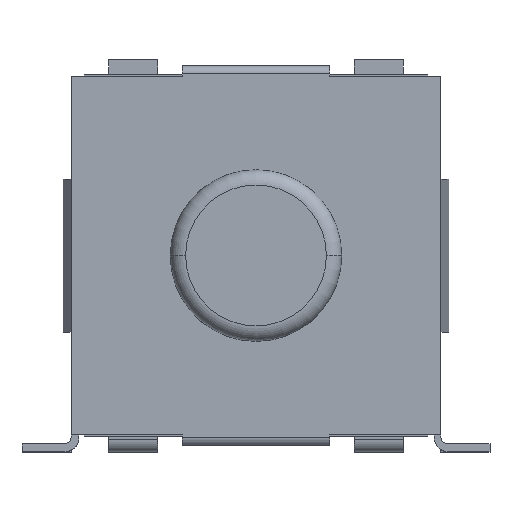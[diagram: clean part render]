
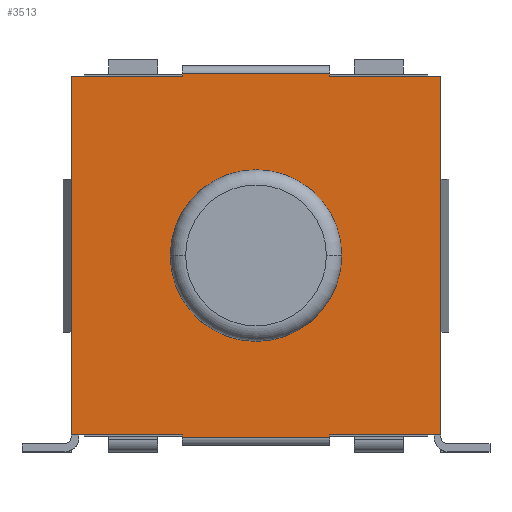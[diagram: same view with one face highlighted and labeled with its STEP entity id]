
A CAD part, top view. The second image highlights one B-rep face of the part: STEP entity #3513.
In plain terms, the highlighted planar face has unit normal (0, 0, 1).
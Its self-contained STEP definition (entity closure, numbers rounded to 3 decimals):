
#170=DIRECTION('',(0.,-1.,0.));
#171=VECTOR('',#170,5.85);
#172=CARTESIAN_POINT('',(-3.02,2.925,0.));
#173=LINE('',#172,#171);
#282=DIRECTION('',(0.,-1.,0.));
#283=VECTOR('',#282,5.85);
#284=CARTESIAN_POINT('',(3.02,2.925,0.));
#285=LINE('',#284,#283);
#827=DIRECTION('',(0.,-1.,0.));
#828=VECTOR('',#827,0.045);
#829=CARTESIAN_POINT('',(1.2,-2.925,0.));
#830=LINE('',#829,#828);
#835=DIRECTION('',(0.,-1.,0.));
#836=VECTOR('',#835,0.045);
#837=CARTESIAN_POINT('',(1.2,2.97,0.));
#838=LINE('',#837,#836);
#1216=DIRECTION('',(0.,-1.,0.));
#1217=VECTOR('',#1216,0.045);
#1218=CARTESIAN_POINT('',(-1.2,-2.925,0.));
#1219=LINE('',#1218,#1217);
#1266=DIRECTION('',(0.,-1.,0.));
#1267=VECTOR('',#1266,0.045);
#1268=CARTESIAN_POINT('',(-1.2,2.97,0.));
#1269=LINE('',#1268,#1267);
#1278=DIRECTION('',(1.,0.,0.));
#1279=VECTOR('',#1278,1.82);
#1280=CARTESIAN_POINT('',(1.2,-2.925,0.));
#1281=LINE('',#1280,#1279);
#1302=DIRECTION('',(1.,0.,0.));
#1303=VECTOR('',#1302,1.82);
#1304=CARTESIAN_POINT('',(-3.02,-2.925,0.));
#1305=LINE('',#1304,#1303);
#1310=DIRECTION('',(1.,0.,0.));
#1311=VECTOR('',#1310,1.82);
#1312=CARTESIAN_POINT('',(-3.02,2.925,0.));
#1313=LINE('',#1312,#1311);
#1314=DIRECTION('',(1.,0.,0.));
#1315=VECTOR('',#1314,2.4);
#1316=CARTESIAN_POINT('',(-1.2,2.97,0.));
#1317=LINE('',#1316,#1315);
#1318=DIRECTION('',(1.,0.,0.));
#1319=VECTOR('',#1318,1.82);
#1320=CARTESIAN_POINT('',(1.2,2.925,0.));
#1321=LINE('',#1320,#1319);
#1322=CARTESIAN_POINT('',(0.,0.,0.));
#1323=DIRECTION('',(0.,0.,1.));
#1324=DIRECTION('',(1.,0.,0.));
#1325=AXIS2_PLACEMENT_3D('',#1322,#1323,#1324);
#1327=CARTESIAN_POINT('',(0.,0.,0.));
#1328=DIRECTION('',(0.,0.,1.));
#1329=DIRECTION('',(-1.,0.,0.));
#1330=AXIS2_PLACEMENT_3D('',#1327,#1328,#1329);
#1348=DIRECTION('',(1.,0.,0.));
#1349=VECTOR('',#1348,2.4);
#1350=CARTESIAN_POINT('',(-1.2,-2.97,0.));
#1351=LINE('',#1350,#1349);
#1420=CARTESIAN_POINT('',(-3.02,2.925,0.));
#1421=CARTESIAN_POINT('',(-3.02,-2.925,0.));
#1422=VERTEX_POINT('',#1420);
#1423=VERTEX_POINT('',#1421);
#1430=CARTESIAN_POINT('',(3.02,2.925,0.));
#1431=CARTESIAN_POINT('',(3.02,-2.925,0.));
#1432=VERTEX_POINT('',#1430);
#1433=VERTEX_POINT('',#1431);
#1468=CARTESIAN_POINT('',(-1.2,-2.97,0.));
#1469=VERTEX_POINT('',#1468);
#1478=CARTESIAN_POINT('',(1.2,-2.97,0.));
#1479=VERTEX_POINT('',#1478);
#1480=CARTESIAN_POINT('',(-1.2,-2.925,0.));
#1481=VERTEX_POINT('',#1480);
#1482=CARTESIAN_POINT('',(1.2,-2.925,0.));
#1483=VERTEX_POINT('',#1482);
#1485=CARTESIAN_POINT('',(-1.2,2.97,0.));
#1487=VERTEX_POINT('',#1485);
#1495=CARTESIAN_POINT('',(1.2,2.97,0.));
#1497=VERTEX_POINT('',#1495);
#1504=CARTESIAN_POINT('',(-1.2,2.925,0.));
#1505=VERTEX_POINT('',#1504);
#1506=CARTESIAN_POINT('',(1.2,2.925,0.));
#1507=VERTEX_POINT('',#1506);
#1572=CARTESIAN_POINT('',(1.4,0.,0.));
#1573=CARTESIAN_POINT('',(-1.4,0.,0.));
#1574=VERTEX_POINT('',#1572);
#1575=VERTEX_POINT('',#1573);
#3486=CARTESIAN_POINT('',(-3.02,2.925,0.));
#3487=DIRECTION('',(0.,0.,1.));
#3488=DIRECTION('',(0.,-1.,0.));
#3489=AXIS2_PLACEMENT_3D('',#3486,#3487,#3488);
#3490=PLANE('',#3489);
#3491=ORIENTED_EDGE('',*,*,#2709,.T.);
#3492=ORIENTED_EDGE('',*,*,#3447,.F.);
#3494=ORIENTED_EDGE('',*,*,#3493,.T.);
#3495=ORIENTED_EDGE('',*,*,#2812,.T.);
#3496=ORIENTED_EDGE('',*,*,#2693,.T.);
#3497=ORIENTED_EDGE('',*,*,#1981,.T.);
#3498=ORIENTED_EDGE('',*,*,#3460,.F.);
#3499=ORIENTED_EDGE('',*,*,#2798,.T.);
#3501=ORIENTED_EDGE('',*,*,#3500,.F.);
#3502=ORIENTED_EDGE('',*,*,#3418,.F.);
#3503=ORIENTED_EDGE('',*,*,#3480,.F.);
#3504=ORIENTED_EDGE('',*,*,#1843,.F.);
#3505=EDGE_LOOP('',(#3491,#3492,#3494,#3495,#3496,#3497,#3498,#3499,#3501,#3502,
#3503,#3504));
#3506=FACE_OUTER_BOUND('',#3505,.F.);
#3508=ORIENTED_EDGE('',*,*,#3507,.T.);
#3510=ORIENTED_EDGE('',*,*,#3509,.T.);
#3511=EDGE_LOOP('',(#3508,#3510));
#3512=FACE_BOUND('',#3511,.F.);
#1326=CIRCLE('',#1325,1.4);
#1331=CIRCLE('',#1330,1.4);
#1843=EDGE_CURVE('',#1422,#1423,#173,.T.);
#1981=EDGE_CURVE('',#1432,#1433,#285,.T.);
#2693=EDGE_CURVE('',#1507,#1432,#1321,.T.);
#2709=EDGE_CURVE('',#1422,#1505,#1313,.T.);
#2798=EDGE_CURVE('',#1483,#1479,#830,.T.);
#2812=EDGE_CURVE('',#1497,#1507,#838,.T.);
#3418=EDGE_CURVE('',#1481,#1469,#1219,.T.);
#3447=EDGE_CURVE('',#1487,#1505,#1269,.T.);
#3460=EDGE_CURVE('',#1483,#1433,#1281,.T.);
#3480=EDGE_CURVE('',#1423,#1481,#1305,.T.);
#3493=EDGE_CURVE('',#1487,#1497,#1317,.T.);
#3500=EDGE_CURVE('',#1469,#1479,#1351,.T.);
#3507=EDGE_CURVE('',#1574,#1575,#1326,.T.);
#3509=EDGE_CURVE('',#1575,#1574,#1331,.T.);
#3513=ADVANCED_FACE('',(#3506,#3512),#3490,.T.);
